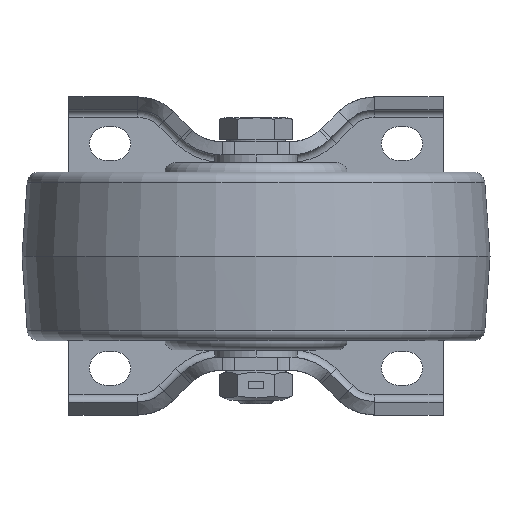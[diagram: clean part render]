
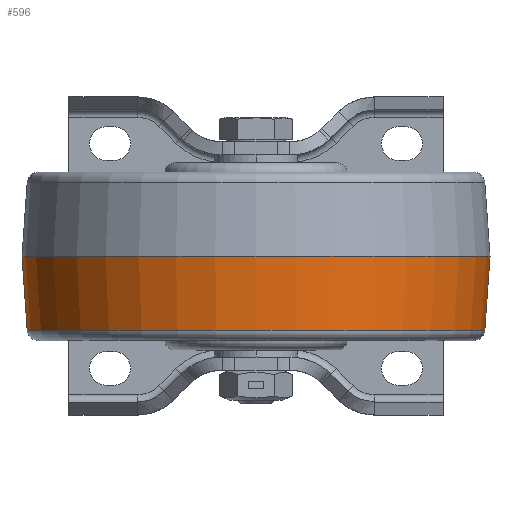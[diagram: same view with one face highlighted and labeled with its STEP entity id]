
A CAD part, front view. The second image highlights one B-rep face of the part: STEP entity #596.
In plain terms, the highlighted conical face has half-angle 4 degrees and reference radius 61.811 mm.
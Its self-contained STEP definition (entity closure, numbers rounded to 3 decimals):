
#596=ADVANCED_FACE('',(#2287),#2288,.T.);
#2287=FACE_OUTER_BOUND('',#6690,.T.);
#2288=CONICAL_SURFACE('',#6691,61.811,0.07);
#6690=EDGE_LOOP('',(#12577,#12578,#12579,#12580,#12581));
#6691=AXIS2_PLACEMENT_3D('',#12582,#12583,#12584);
#12577=ORIENTED_EDGE('',*,*,#18947,.F.);
#12578=ORIENTED_EDGE('',*,*,#18948,.T.);
#12579=ORIENTED_EDGE('',*,*,#18949,.T.);
#12580=ORIENTED_EDGE('',*,*,#18946,.T.);
#12581=ORIENTED_EDGE('',*,*,#18796,.T.);
#12582=CARTESIAN_POINT('',(0.0,-102.5,-9.955));
#12583=DIRECTION('',(-0.0,-0.0,1.0));
#12584=DIRECTION('',(-1.0,0.0,0.0));
#18796=EDGE_CURVE('',#22682,#22686,#22688,.T.);
#18946=EDGE_CURVE('',#22678,#22682,#22964,.T.);
#18947=EDGE_CURVE('',#22965,#22686,#22966,.T.);
#18948=EDGE_CURVE('',#22965,#22967,#22968,.T.);
#18949=EDGE_CURVE('',#22967,#22678,#22969,.T.);
#22678=VERTEX_POINT('',#29524);
#22682=VERTEX_POINT('',#29528);
#22686=VERTEX_POINT('',#29532);
#22688=CIRCLE('',#29534,61.122);
#22964=CIRCLE('',#29956,61.122);
#22965=VERTEX_POINT('',#29957);
#22966=LINE('',#29958,#29959);
#22967=VERTEX_POINT('',#29960);
#22968=CIRCLE('',#29961,62.5);
#22969=LINE('',#29962,#29963);
#29524=CARTESIAN_POINT('',(-61.122,-102.5,-19.809));
#29528=CARTESIAN_POINT('',(61.122,-102.646,-19.809));
#29532=CARTESIAN_POINT('',(61.122,-102.5,-19.809));
#29534=AXIS2_PLACEMENT_3D('',#35584,#35585,#35586);
#29956=AXIS2_PLACEMENT_3D('',#35823,#35824,#35825);
#29957=CARTESIAN_POINT('',(62.5,-102.5,-0.1));
#29958=CARTESIAN_POINT('',(62.5,-102.5,-0.1));
#29959=VECTOR('',#35826,19.757);
#29960=CARTESIAN_POINT('',(-62.5,-102.5,-0.1));
#29961=AXIS2_PLACEMENT_3D('',#35827,#35828,#35829);
#29962=CARTESIAN_POINT('',(-62.5,-102.5,-0.1));
#29963=VECTOR('',#35830,19.757);
#35584=CARTESIAN_POINT('',(0.0,-102.5,-19.809));
#35585=DIRECTION('',(0.0,0.0,1.0));
#35586=DIRECTION('',(1.,-0.002,-0.0));
#35823=CARTESIAN_POINT('',(0.0,-102.5,-19.809));
#35824=DIRECTION('',(0.0,0.0,1.0));
#35825=DIRECTION('',(-1.0,0.0,0.0));
#35826=DIRECTION('',(-0.07,0.,-0.998));
#35827=CARTESIAN_POINT('',(0.0,-102.5,-0.1));
#35828=DIRECTION('',(0.0,0.0,-1.0));
#35829=DIRECTION('',(1.0,0.0,0.0));
#35830=DIRECTION('',(0.07,0.,-0.998));
